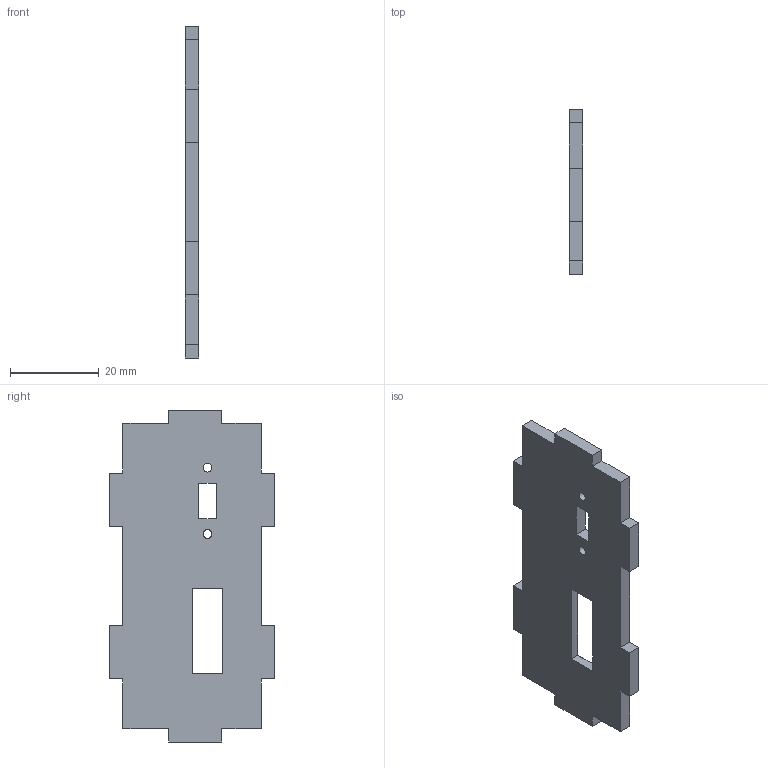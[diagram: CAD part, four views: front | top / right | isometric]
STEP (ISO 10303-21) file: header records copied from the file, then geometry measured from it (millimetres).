
FILE_DESCRIPTION( ( '' ), ' ' );
FILE_NAME( '5c4ebe4f964993164aa43154.step', '2019-01-28T08:33:20', ( '' ), ( '' ), ' ', ' ', ' ' );
FILE_SCHEMA( ( 'AUTOMOTIVE_DESIGN { 1 0 10303 214 1 1 1 1 }' ) );
Length unit declared in the file: metre
Products named in the file (1): Part 1
Bounding box: 3 x 37.2 x 74.9 mm (x, y, z)
Volume: 6505.1 mm3; surface area: 5372.8 mm2
Topology: 1 solids, 1 shells, 47 faces, 130 edges, 86 vertices
Faces by surface type: plane 43, cone 2, cylinder 2
Full cylindrical faces by diameter (mm): 2 x2
Entity records: 1862 total; most frequent: CARTESIAN_POINT 260, ORIENTED_EDGE 252, DIRECTION 228, EDGE_CURVE 126, LINE 120, VECTOR 120, VERTEX_POINT 86, EDGE_LOOP 60
